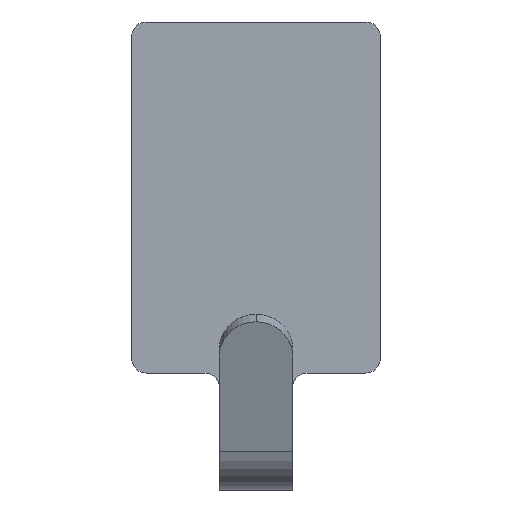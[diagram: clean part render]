
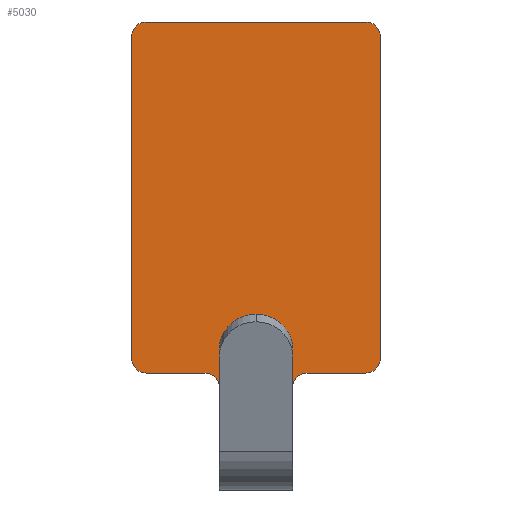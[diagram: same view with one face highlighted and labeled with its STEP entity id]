
A CAD part, top view. The second image highlights one B-rep face of the part: STEP entity #5030.
In plain terms, the highlighted planar face has unit normal (0, 0, 1).
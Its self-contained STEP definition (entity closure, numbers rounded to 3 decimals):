
#1540=CARTESIAN_POINT('',(7.5,-1.,1.5));
#1550=VERTEX_POINT('',#1540);
#1580=CARTESIAN_POINT('',(7.5,3.922,1.5));
#1590=DIRECTION('',(0.,1.,0.));
#1600=VECTOR('',#1590,1.);
#1610=LINE('',#1580,#1600);
#1620=CARTESIAN_POINT('',(7.5,-4.,1.5));
#1630=VERTEX_POINT('',#1620);
#1640=EDGE_CURVE('',#1630,#1550,#1610,.T.);
#2530=CARTESIAN_POINT('',(12.5,-4.,1.5));
#2540=VERTEX_POINT('',#2530);
#2570=CARTESIAN_POINT('',(12.5,3.922,1.5));
#2580=DIRECTION('',(0.,1.,0.));
#2590=VECTOR('',#2580,1.);
#2600=LINE('',#2570,#2590);
#2610=CARTESIAN_POINT('',(12.5,-1.,1.5));
#2620=VERTEX_POINT('',#2610);
#2630=EDGE_CURVE('',#2540,#2620,#2600,.T.);
#2940=CARTESIAN_POINT('',(13.5,-1.,1.5));
#2950=DIRECTION('',(0.,0.,-1.));
#2960=DIRECTION('',(-1.,0.,0.));
#2970=AXIS2_PLACEMENT_3D('',#2940,#2950,#2960);
#2980=CIRCLE('',#2970,1.);
#2990=CARTESIAN_POINT('',(13.5,0.,1.5));
#3000=VERTEX_POINT('',#2990);
#3010=EDGE_CURVE('',#2620,#3000,#2980,.T.);
#3560=CARTESIAN_POINT('',(6.5,0.,1.5));
#3570=VERTEX_POINT('',#3560);
#3600=CARTESIAN_POINT('',(6.5,-1.,1.5));
#3610=DIRECTION('',(0.,0.,-1.));
#3620=DIRECTION('',(-1.,0.,0.));
#3630=AXIS2_PLACEMENT_3D('',#3600,#3610,#3620);
#3640=CIRCLE('',#3630,1.);
#3650=EDGE_CURVE('',#3570,#1550,#3640,.T.);
#4120=CARTESIAN_POINT('',(0.,0.,1.5));
#4130=DIRECTION('',(0.,0.,1.));
#4140=DIRECTION('',(1.,0.,0.));
#4150=AXIS2_PLACEMENT_3D('',#4120,#4130,#4140);
#4160=PLANE('',#4150);
#4170=ORIENTED_EDGE('',*,*,#1640,.F.);
#4180=ORIENTED_EDGE('',*,*,#3650,.T.);
#4190=CARTESIAN_POINT('',(0.,0.,1.5));
#4200=DIRECTION('',(-1.,0.,0.));
#4210=VECTOR('',#4200,1.);
#4220=LINE('',#4190,#4210);
#4230=CARTESIAN_POINT('',(2.5,0.,1.5));
#4240=VERTEX_POINT('',#4230);
#4250=EDGE_CURVE('',#3570,#4240,#4220,.T.);
#4260=ORIENTED_EDGE('',*,*,#4250,.F.);
#4270=CARTESIAN_POINT('',(2.5,1.,1.5));
#4280=DIRECTION('',(0.,0.,-1.));
#4290=DIRECTION('',(-1.,0.,0.));
#4300=AXIS2_PLACEMENT_3D('',#4270,#4280,#4290);
#4310=CIRCLE('',#4300,1.);
#4320=CARTESIAN_POINT('',(1.5,1.,1.5));
#4330=VERTEX_POINT('',#4320);
#4340=EDGE_CURVE('',#4240,#4330,#4310,.T.);
#4350=ORIENTED_EDGE('',*,*,#4340,.F.);
#4360=CARTESIAN_POINT('',(1.5,0.,1.5));
#4370=DIRECTION('',(0.,-1.,0.));
#4380=VECTOR('',#4370,1.);
#4390=LINE('',#4360,#4380);
#4400=CARTESIAN_POINT('',(1.5,23.,1.5));
#4410=VERTEX_POINT('',#4400);
#4420=EDGE_CURVE('',#4410,#4330,#4390,.T.);
#4430=ORIENTED_EDGE('',*,*,#4420,.T.);
#4440=CARTESIAN_POINT('',(2.5,23.,1.5));
#4450=DIRECTION('',(0.,0.,1.));
#4460=DIRECTION('',(1.,0.,0.));
#4470=AXIS2_PLACEMENT_3D('',#4440,#4450,#4460);
#4480=CIRCLE('',#4470,1.);
#4490=CARTESIAN_POINT('',(2.5,24.,1.5));
#4500=VERTEX_POINT('',#4490);
#4510=EDGE_CURVE('',#4500,#4410,#4480,.T.);
#4520=ORIENTED_EDGE('',*,*,#4510,.T.);
#4530=CARTESIAN_POINT('',(0.,24.,1.5));
#4540=DIRECTION('',(1.,0.,0.));
#4550=VECTOR('',#4540,1.);
#4560=LINE('',#4530,#4550);
#4570=CARTESIAN_POINT('',(17.5,24.,1.5));
#4580=VERTEX_POINT('',#4570);
#4590=EDGE_CURVE('',#4500,#4580,#4560,.T.);
#4600=ORIENTED_EDGE('',*,*,#4590,.F.);
#4610=CARTESIAN_POINT('',(17.5,23.,1.5));
#4620=DIRECTION('',(0.,0.,1.));
#4630=DIRECTION('',(1.,0.,0.));
#4640=AXIS2_PLACEMENT_3D('',#4610,#4620,#4630);
#4650=CIRCLE('',#4640,1.);
#4660=CARTESIAN_POINT('',(18.5,23.,1.5));
#4670=VERTEX_POINT('',#4660);
#4680=EDGE_CURVE('',#4670,#4580,#4650,.T.);
#4690=ORIENTED_EDGE('',*,*,#4680,.T.);
#4700=CARTESIAN_POINT('',(18.5,0.,1.5));
#4710=DIRECTION('',(0.,1.,0.));
#4720=VECTOR('',#4710,1.);
#4730=LINE('',#4700,#4720);
#4740=CARTESIAN_POINT('',(18.5,1.,1.5));
#4750=VERTEX_POINT('',#4740);
#4760=EDGE_CURVE('',#4750,#4670,#4730,.T.);
#4770=ORIENTED_EDGE('',*,*,#4760,.T.);
#4780=CARTESIAN_POINT('',(17.5,1.,1.5));
#4790=DIRECTION('',(0.,0.,1.));
#4800=DIRECTION('',(1.,0.,0.));
#4810=AXIS2_PLACEMENT_3D('',#4780,#4790,#4800);
#4820=CIRCLE('',#4810,1.);
#4830=CARTESIAN_POINT('',(17.5,0.,1.5));
#4840=VERTEX_POINT('',#4830);
#4850=EDGE_CURVE('',#4840,#4750,#4820,.T.);
#4860=ORIENTED_EDGE('',*,*,#4850,.T.);
#4870=CARTESIAN_POINT('',(0.,0.,1.5));
#4880=DIRECTION('',(-1.,0.,0.));
#4890=VECTOR('',#4880,1.);
#4900=LINE('',#4870,#4890);
#4910=EDGE_CURVE('',#4840,#3000,#4900,.T.);
#4920=ORIENTED_EDGE('',*,*,#4910,.F.);
#4930=ORIENTED_EDGE('',*,*,#3010,.T.);
#4940=ORIENTED_EDGE('',*,*,#2630,.T.);
#4950=CARTESIAN_POINT('',(0.,-4.,1.5));
#4960=DIRECTION('',(1.,0.,0.));
#4970=VECTOR('',#4960,1.);
#4980=LINE('',#4950,#4970);
#4990=EDGE_CURVE('',#1630,#2540,#4980,.T.);
#5000=ORIENTED_EDGE('',*,*,#4990,.T.);
#5010=EDGE_LOOP('',(#5000,#4940,#4930,#4920,#4860,#4770,#4690,#4600,
#4520,#4430,#4350,#4260,#4180,#4170));
#5020=FACE_OUTER_BOUND('',#5010,.T.);
#5030=ADVANCED_FACE('',(#5020),#4160,.T.);
